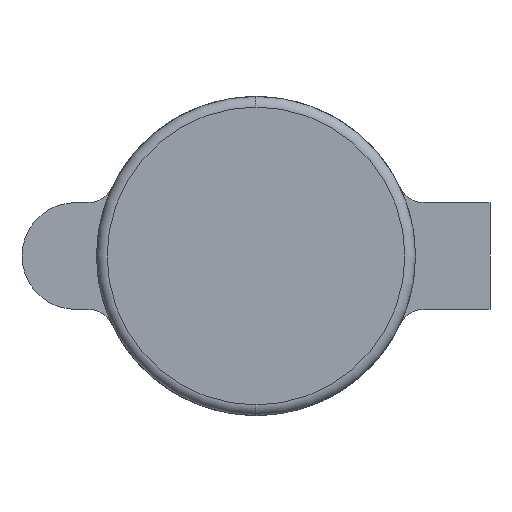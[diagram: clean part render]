
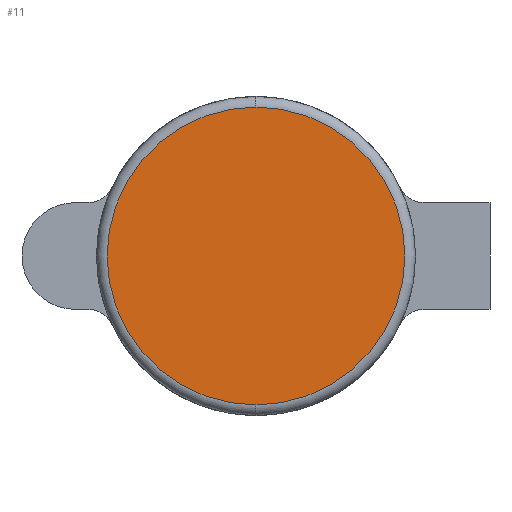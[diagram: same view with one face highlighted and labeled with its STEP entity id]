
A CAD part, left-side view. The second image highlights one B-rep face of the part: STEP entity #11.
In plain terms, the highlighted planar face has unit normal (-1, 0, 0).
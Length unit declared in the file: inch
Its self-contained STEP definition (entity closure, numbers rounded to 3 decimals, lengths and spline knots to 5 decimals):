
#11 = ADVANCED_FACE ( 'NONE', ( #872 ), #469, .F. ) ;
#46 = DIRECTION ( 'NONE',  ( 1., 0., 0. ) ) ;
#128 = AXIS2_PLACEMENT_3D ( 'NONE', #276, #568, #1190 ) ;
#224 = AXIS2_PLACEMENT_3D ( 'NONE', #676, #46, #988 ) ;
#226 = AXIS2_PLACEMENT_3D ( 'NONE', #1172, #1182, #1283 ) ;
#276 = CARTESIAN_POINT ( 'NONE',  ( 0., 0., 0. ) ) ;
#368 = CIRCLE ( 'NONE', #128, 0.028 ) ;
#469 = PLANE ( 'NONE',  #224 ) ;
#568 = DIRECTION ( 'NONE',  ( -1., 0., 0. ) ) ;
#676 = CARTESIAN_POINT ( 'NONE',  ( 0., 0., 0. ) ) ;
#752 = CARTESIAN_POINT ( 'NONE',  ( 0., 0., -0.028 ) ) ;
#753 = ORIENTED_EDGE ( 'NONE', *, *, #871, .T. ) ;
#769 = ORIENTED_EDGE ( 'NONE', *, *, #1276, .T. ) ;
#773 = CIRCLE ( 'NONE', #226, 0.028 ) ;
#871 = EDGE_CURVE ( 'NONE', #1282, #993, #773, .T. ) ;
#872 = FACE_OUTER_BOUND ( 'NONE', #960, .T. ) ;
#960 = EDGE_LOOP ( 'NONE', ( #769, #753 ) ) ;
#988 = DIRECTION ( 'NONE',  ( 0., 0., -1. ) ) ;
#993 = VERTEX_POINT ( 'NONE', #752 ) ;
#1172 = CARTESIAN_POINT ( 'NONE',  ( 0., 0., 0. ) ) ;
#1182 = DIRECTION ( 'NONE',  ( -1., 0., 0. ) ) ;
#1190 = DIRECTION ( 'NONE',  ( 0., 0., -1. ) ) ;
#1202 = CARTESIAN_POINT ( 'NONE',  ( 0., 0., 0.028 ) ) ;
#1276 = EDGE_CURVE ( 'NONE', #993, #1282, #368, .T. ) ;
#1282 = VERTEX_POINT ( 'NONE', #1202 ) ;
#1283 = DIRECTION ( 'NONE',  ( 0., 0., -1. ) ) ;
